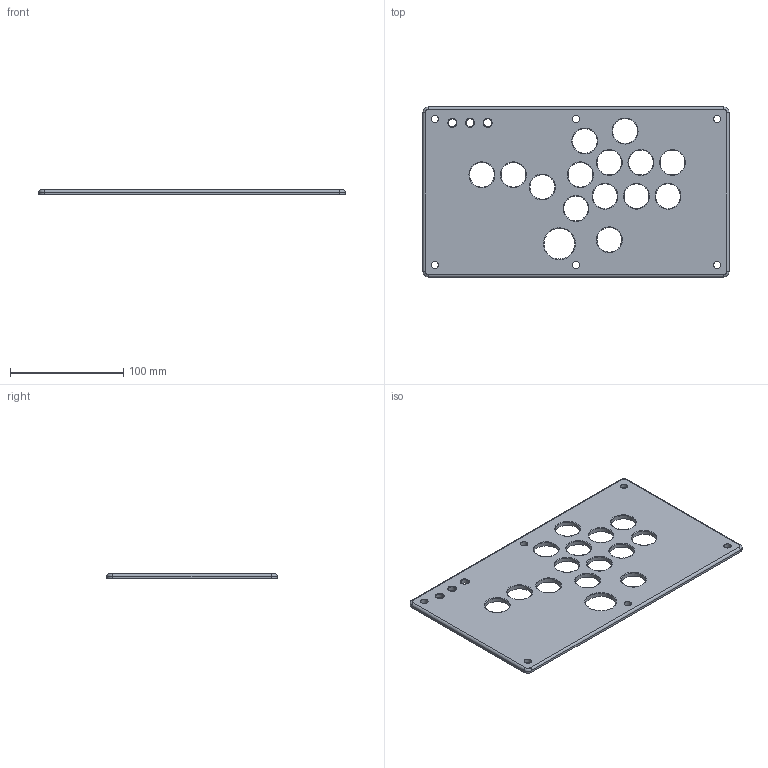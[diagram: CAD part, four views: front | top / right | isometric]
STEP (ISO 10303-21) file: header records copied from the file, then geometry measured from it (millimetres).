
FILE_DESCRIPTION(/* description */ (''),/* implementation_level */ '2;1');
FILE_NAME(/* name */ '01_Top_4mm.step.step',/* time_stamp */ '2023-10-10T14:05:42+08:00',/* author */ (''),/* organization */ (''),/* preprocessor_version */ 'ST-DEVELOPER v19.2',/* originating_system */ 'Autodesk Translation Framework v12.6.0.85',/* authorisation */ '');
FILE_SCHEMA (('AUTOMOTIVE_DESIGN { 1 0 10303 214 3 1 1 }'));
Length unit declared in the file: millimetre
Products named in the file (1): Panel_v2
Bounding box: 270 x 150 x 4 mm (x, y, z)
Volume: 136699.4 mm3; surface area: 76031.7 mm2
Topology: 1 solids, 1 shells, 60 faces, 166 edges, 108 vertices
Faces by surface type: cylinder 32, torus 22, plane 6
Full cylindrical faces by diameter (mm): 6.4 x6, 7 x3, 21.8 x14, 27.1 x1
Entity records: 2117 total; most frequent: DIRECTION 410, CARTESIAN_POINT 335, ORIENTED_EDGE 332, AXIS2_PLACEMENT_3D 183, EDGE_CURVE 166, CIRCLE 122, EDGE_LOOP 108, VERTEX_POINT 108
